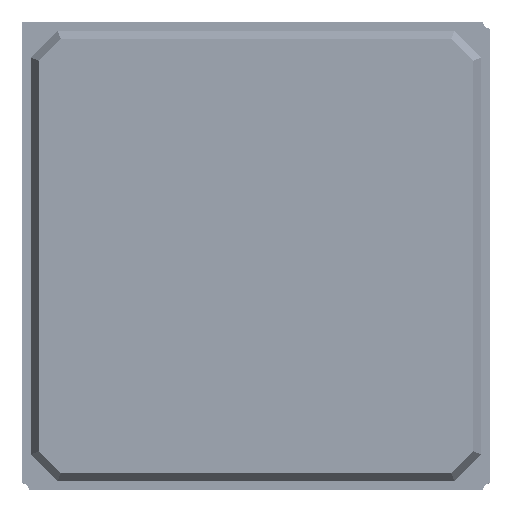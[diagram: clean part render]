
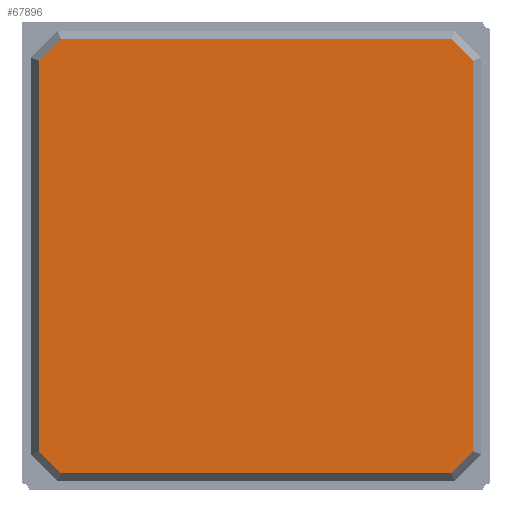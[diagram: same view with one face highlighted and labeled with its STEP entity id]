
A CAD part, top view. The second image highlights one B-rep face of the part: STEP entity #67896.
In plain terms, the highlighted planar face has unit normal (0, 0, 1).
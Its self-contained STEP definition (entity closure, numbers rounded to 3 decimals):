
#67632=CARTESIAN_POINT('',(16.244,-14.599,3.4));
#67633=VERTEX_POINT('',#67632);
#67640=CARTESIAN_POINT('',(14.599,-16.244,3.4));
#67641=VERTEX_POINT('',#67640);
#67642=CARTESIAN_POINT('',(16.244,-14.599,3.4));
#67643=DIRECTION('',(-0.707,-0.707,0.));
#67644=VECTOR('',#67643,2.326);
#67645=LINE('',#67642,#67644);
#67646=EDGE_CURVE('',#67641,#67633,#67645,.F.);
#67671=CARTESIAN_POINT('',(-14.599,-16.244,3.4));
#67672=VERTEX_POINT('',#67671);
#67673=CARTESIAN_POINT('',(14.599,-16.244,3.4));
#67674=DIRECTION('',(-1.0,0.0,0.0));
#67675=VECTOR('',#67674,29.198);
#67676=LINE('',#67673,#67675);
#67677=EDGE_CURVE('',#67672,#67641,#67676,.F.);
#67702=CARTESIAN_POINT('',(-16.244,-14.599,3.4));
#67703=VERTEX_POINT('',#67702);
#67704=CARTESIAN_POINT('',(-14.599,-16.244,3.4));
#67705=DIRECTION('',(-0.707,0.707,0.));
#67706=VECTOR('',#67705,2.326);
#67707=LINE('',#67704,#67706);
#67708=EDGE_CURVE('',#67703,#67672,#67707,.F.);
#67733=CARTESIAN_POINT('',(-16.244,14.599,3.4));
#67734=VERTEX_POINT('',#67733);
#67735=CARTESIAN_POINT('',(-16.244,-14.599,3.4));
#67736=DIRECTION('',(0.0,1.0,0.0));
#67737=VECTOR('',#67736,29.198);
#67738=LINE('',#67735,#67737);
#67739=EDGE_CURVE('',#67734,#67703,#67738,.F.);
#67764=CARTESIAN_POINT('',(-14.599,16.244,3.4));
#67765=VERTEX_POINT('',#67764);
#67766=CARTESIAN_POINT('',(-16.244,14.599,3.4));
#67767=DIRECTION('',(0.707,0.707,0.));
#67768=VECTOR('',#67767,2.326);
#67769=LINE('',#67766,#67768);
#67770=EDGE_CURVE('',#67765,#67734,#67769,.F.);
#67795=CARTESIAN_POINT('',(14.599,16.244,3.4));
#67796=VERTEX_POINT('',#67795);
#67797=CARTESIAN_POINT('',(-14.599,16.244,3.4));
#67798=DIRECTION('',(1.0,0.0,0.0));
#67799=VECTOR('',#67798,29.198);
#67800=LINE('',#67797,#67799);
#67801=EDGE_CURVE('',#67796,#67765,#67800,.F.);
#67826=CARTESIAN_POINT('',(16.244,14.599,3.4));
#67827=VERTEX_POINT('',#67826);
#67828=CARTESIAN_POINT('',(14.599,16.244,3.4));
#67829=DIRECTION('',(0.707,-0.707,0.));
#67830=VECTOR('',#67829,2.326);
#67831=LINE('',#67828,#67830);
#67832=EDGE_CURVE('',#67827,#67796,#67831,.F.);
#67855=CARTESIAN_POINT('',(16.244,14.599,3.4));
#67856=DIRECTION('',(0.0,-1.0,0.0));
#67857=VECTOR('',#67856,29.198);
#67858=LINE('',#67855,#67857);
#67859=EDGE_CURVE('',#67633,#67827,#67858,.F.);
#67881=CARTESIAN_POINT('',(11.5,15.5,3.4));
#67882=DIRECTION('',(0.0,0.0,-1.0));
#67883=DIRECTION('',(0.0,-1.0,0.0));
#67884=AXIS2_PLACEMENT_3D('',#67881,#67882,#67883);
#67885=PLANE('',#67884);
#67886=ORIENTED_EDGE('',*,*,#67859,.T.);
#67887=ORIENTED_EDGE('',*,*,#67832,.T.);
#67888=ORIENTED_EDGE('',*,*,#67801,.T.);
#67889=ORIENTED_EDGE('',*,*,#67770,.T.);
#67890=ORIENTED_EDGE('',*,*,#67739,.T.);
#67891=ORIENTED_EDGE('',*,*,#67708,.T.);
#67892=ORIENTED_EDGE('',*,*,#67677,.T.);
#67893=ORIENTED_EDGE('',*,*,#67646,.T.);
#67894=EDGE_LOOP('',(#67886,#67887,#67888,#67889,#67890,#67891,#67892,#67893));
#67895=FACE_OUTER_BOUND('',#67894,.T.);
#67896=ADVANCED_FACE('',(#67895),#67885,.F.);
